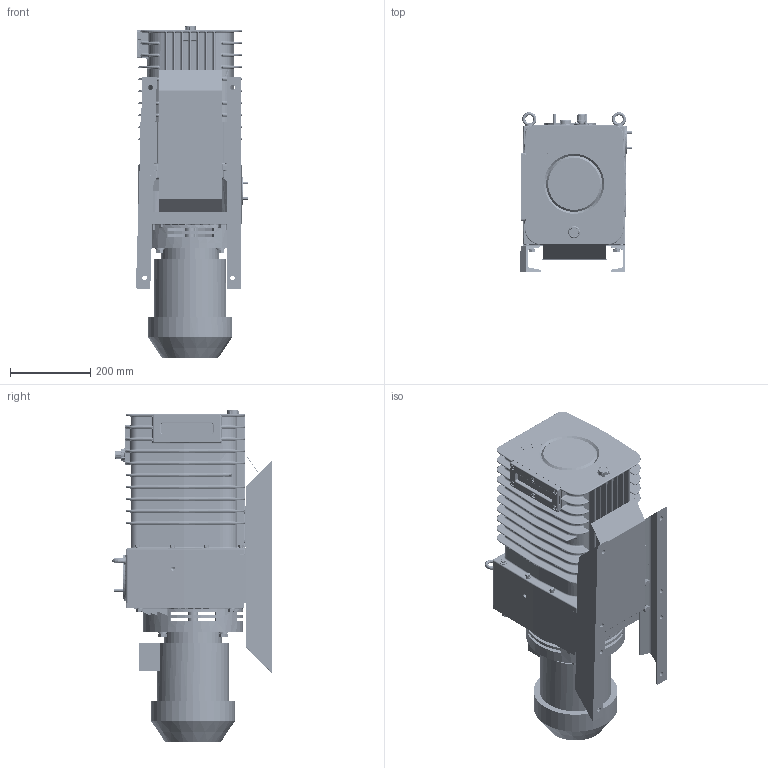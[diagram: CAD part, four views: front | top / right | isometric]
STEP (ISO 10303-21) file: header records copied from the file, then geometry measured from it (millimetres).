
FILE_DESCRIPTION(('STEP AP203'), '1');
FILE_NAME('2ﾍﾂﾐ-60ﾄ', '2023-05-26T06:33:00', ('vacma'), (''), 'C3D Converter', 'C3D Toolkit', '');
FILE_SCHEMA(('CONFIG_CONTROL_DESIGN'));
Length unit declared in the file: millimetre
Bounding box: 280.74 x 398.99 x 830 mm (x, y, z)
Surface area: 2512261.9 mm2 (no closed solid volume)
Topology: 0 solids, 4 shells, 9893 faces, 26857 edges, 17418 vertices
Faces by surface type: plane 7976, cylinder 1048, torus 355, sphere 186, cone 164, bspline 164
Full cylindrical faces by diameter (mm): 1.5 x1, 2 x6, 2.2 x4, 4 x2, 4.2 x2, 4.5 x2, 5 x9, 5.5 x2, 6 x14, 6.8 x4, 7 x6, 7.5 x1, 7.85 x1, 7.885 x1, 8 x16, 8.4 x10, 8.5 x14, 9 x14, 9.3 x1, 10 x19, 10.5 x1, 11 x9, 12 x12, 13 x4, 13.5 x1, 13.7 x2, 14 x10, 15 x4, 16 x3, 17 x10
Entity records: 453205 total; most frequent: CARTESIAN_POINT 206985, ORIENTED_EDGE 52781, DIRECTION 47417, EDGE_CURVE 26392, LINE 22195, VECTOR 22195, VERTEX_POINT 17380, AXIS2_PLACEMENT_3D 12611
